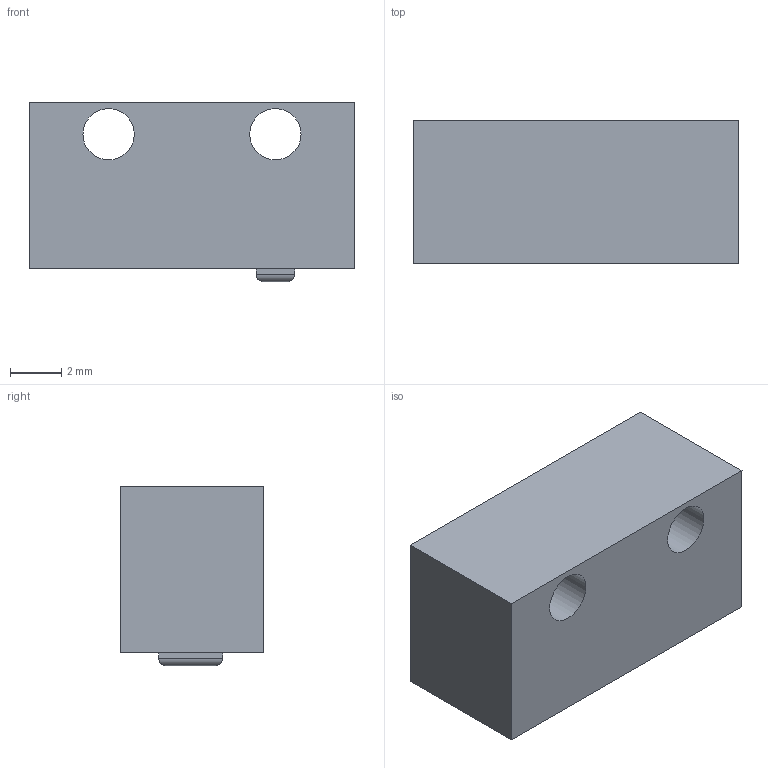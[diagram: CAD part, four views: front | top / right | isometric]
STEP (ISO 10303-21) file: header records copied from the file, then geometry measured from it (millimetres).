
FILE_DESCRIPTION(('FreeCAD Model'),'2;1');
FILE_NAME('Sub_Micro_Switch_No_Lever.step','2018-08-20T17:38:26',('Author'),( ''),'Open CASCADE STEP processor 7.3','FreeCAD','Unknown');
FILE_SCHEMA(('AUTOMOTIVE_DESIGN { 1 0 10303 214 1 1 1 1 }'));
Length unit declared in the file: millimetre
Products named in the file (3): Sub_Microswitch_No_Lever; Body; Button
Assembly tree (2 placements, depth 2):
  Sub_Microswitch_No_Lever
    Body
    Button
Bounding box: 12.7 x 5.6 x 7 mm (x, y, z)
Volume: 428.8 mm3; surface area: 448.4 mm2
Topology: 2 solids, 2 shells, 18 faces, 38 edges, 24 vertices
Faces by surface type: plane 12, cylinder 6
Full cylindrical faces by diameter (mm): 2 x2
Entity records: 1094 total; most frequent: CARTESIAN_POINT 223, DIRECTION 156, LINE 94, VECTOR 94, ORIENTED_EDGE 76, PCURVE 76, DEFINITIONAL_REPRESENTATION 76, EDGE_CURVE 38
